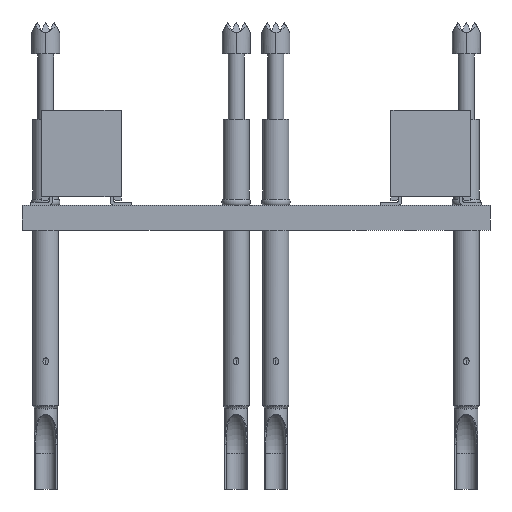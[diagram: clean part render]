
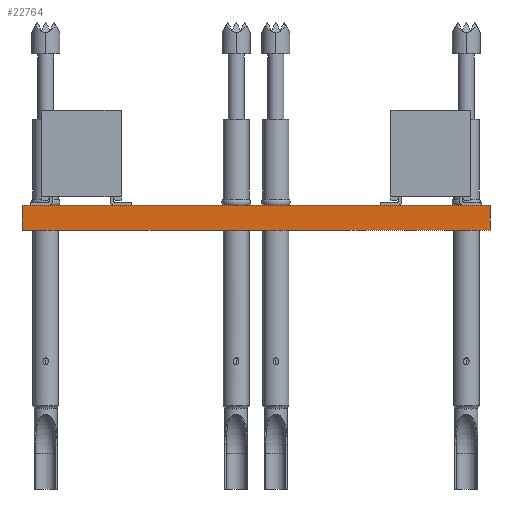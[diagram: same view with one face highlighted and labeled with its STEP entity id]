
A CAD part, left-side view. The second image highlights one B-rep face of the part: STEP entity #22764.
In plain terms, the highlighted planar face has unit normal (-1, 0, 0).
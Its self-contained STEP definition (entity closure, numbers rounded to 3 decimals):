
#22764 = ADVANCED_FACE('',(#22765),#22779,.T.);
#22765 = FACE_BOUND('',#22766,.T.);
#22766 = EDGE_LOOP('',(#22767,#22802,#22830,#22858));
#22767 = ORIENTED_EDGE('',*,*,#22768,.T.);
#22768 = EDGE_CURVE('',#22769,#22771,#22773,.T.);
#22769 = VERTEX_POINT('',#22770);
#22770 = CARTESIAN_POINT('',(0.,-0.,0.));
#22771 = VERTEX_POINT('',#22772);
#22772 = CARTESIAN_POINT('',(0.,0.,1.6));
#22773 = SURFACE_CURVE('',#22774,(#22778,#22790),.PCURVE_S1.);
#22774 = LINE('',#22775,#22776);
#22775 = CARTESIAN_POINT('',(0.,-0.,0.));
#22776 = VECTOR('',#22777,1.);
#22777 = DIRECTION('',(0.,0.,1.));
#22778 = PCURVE('',#22779,#22784);
#22779 = PLANE('',#22780);
#22780 = AXIS2_PLACEMENT_3D('',#22781,#22782,#22783);
#22781 = CARTESIAN_POINT('',(0.,0.,0.));
#22782 = DIRECTION('',(-1.,0.,0.));
#22783 = DIRECTION('',(0.,1.,0.));
#22784 = DEFINITIONAL_REPRESENTATION('',(#22785),#22789);
#22785 = LINE('',#22786,#22787);
#22786 = CARTESIAN_POINT('',(0.,0.));
#22787 = VECTOR('',#22788,1.);
#22788 = DIRECTION('',(0.,-1.));
#22789 = ( GEOMETRIC_REPRESENTATION_CONTEXT(2) 
PARAMETRIC_REPRESENTATION_CONTEXT() REPRESENTATION_CONTEXT('2D SPACE',''
  ) );
#22790 = PCURVE('',#22791,#22796);
#22791 = PLANE('',#22792);
#22792 = AXIS2_PLACEMENT_3D('',#22793,#22794,#22795);
#22793 = CARTESIAN_POINT('',(30.,0.,0.));
#22794 = DIRECTION('',(0.,-1.,0.));
#22795 = DIRECTION('',(-1.,0.,0.));
#22796 = DEFINITIONAL_REPRESENTATION('',(#22797),#22801);
#22797 = LINE('',#22798,#22799);
#22798 = CARTESIAN_POINT('',(30.,0.));
#22799 = VECTOR('',#22800,1.);
#22800 = DIRECTION('',(0.,-1.));
#22801 = ( GEOMETRIC_REPRESENTATION_CONTEXT(2) 
PARAMETRIC_REPRESENTATION_CONTEXT() REPRESENTATION_CONTEXT('2D SPACE',''
  ) );
#22802 = ORIENTED_EDGE('',*,*,#22803,.T.);
#22803 = EDGE_CURVE('',#22771,#22804,#22806,.T.);
#22804 = VERTEX_POINT('',#22805);
#22805 = CARTESIAN_POINT('',(0.,30.,1.6));
#22806 = SURFACE_CURVE('',#22807,(#22811,#22818),.PCURVE_S1.);
#22807 = LINE('',#22808,#22809);
#22808 = CARTESIAN_POINT('',(0.,0.,1.6));
#22809 = VECTOR('',#22810,1.);
#22810 = DIRECTION('',(0.,1.,0.));
#22811 = PCURVE('',#22779,#22812);
#22812 = DEFINITIONAL_REPRESENTATION('',(#22813),#22817);
#22813 = LINE('',#22814,#22815);
#22814 = CARTESIAN_POINT('',(0.,-1.6));
#22815 = VECTOR('',#22816,1.);
#22816 = DIRECTION('',(1.,0.));
#22817 = ( GEOMETRIC_REPRESENTATION_CONTEXT(2) 
PARAMETRIC_REPRESENTATION_CONTEXT() REPRESENTATION_CONTEXT('2D SPACE',''
  ) );
#22818 = PCURVE('',#22819,#22824);
#22819 = PLANE('',#22820);
#22820 = AXIS2_PLACEMENT_3D('',#22821,#22822,#22823);
#22821 = CARTESIAN_POINT('',(15.,15.,1.6));
#22822 = DIRECTION('',(-0.,-0.,-1.));
#22823 = DIRECTION('',(-1.,0.,0.));
#22824 = DEFINITIONAL_REPRESENTATION('',(#22825),#22829);
#22825 = LINE('',#22826,#22827);
#22826 = CARTESIAN_POINT('',(15.,-15.));
#22827 = VECTOR('',#22828,1.);
#22828 = DIRECTION('',(0.,1.));
#22829 = ( GEOMETRIC_REPRESENTATION_CONTEXT(2) 
PARAMETRIC_REPRESENTATION_CONTEXT() REPRESENTATION_CONTEXT('2D SPACE',''
  ) );
#22830 = ORIENTED_EDGE('',*,*,#22831,.F.);
#22831 = EDGE_CURVE('',#22832,#22804,#22834,.T.);
#22832 = VERTEX_POINT('',#22833);
#22833 = CARTESIAN_POINT('',(0.,30.,0.));
#22834 = SURFACE_CURVE('',#22835,(#22839,#22846),.PCURVE_S1.);
#22835 = LINE('',#22836,#22837);
#22836 = CARTESIAN_POINT('',(0.,30.,0.));
#22837 = VECTOR('',#22838,1.);
#22838 = DIRECTION('',(0.,0.,1.));
#22839 = PCURVE('',#22779,#22840);
#22840 = DEFINITIONAL_REPRESENTATION('',(#22841),#22845);
#22841 = LINE('',#22842,#22843);
#22842 = CARTESIAN_POINT('',(30.,0.));
#22843 = VECTOR('',#22844,1.);
#22844 = DIRECTION('',(0.,-1.));
#22845 = ( GEOMETRIC_REPRESENTATION_CONTEXT(2) 
PARAMETRIC_REPRESENTATION_CONTEXT() REPRESENTATION_CONTEXT('2D SPACE',''
  ) );
#22846 = PCURVE('',#22847,#22852);
#22847 = PLANE('',#22848);
#22848 = AXIS2_PLACEMENT_3D('',#22849,#22850,#22851);
#22849 = CARTESIAN_POINT('',(0.,30.,0.));
#22850 = DIRECTION('',(0.,1.,0.));
#22851 = DIRECTION('',(1.,0.,0.));
#22852 = DEFINITIONAL_REPRESENTATION('',(#22853),#22857);
#22853 = LINE('',#22854,#22855);
#22854 = CARTESIAN_POINT('',(0.,0.));
#22855 = VECTOR('',#22856,1.);
#22856 = DIRECTION('',(0.,-1.));
#22857 = ( GEOMETRIC_REPRESENTATION_CONTEXT(2) 
PARAMETRIC_REPRESENTATION_CONTEXT() REPRESENTATION_CONTEXT('2D SPACE',''
  ) );
#22858 = ORIENTED_EDGE('',*,*,#22859,.F.);
#22859 = EDGE_CURVE('',#22769,#22832,#22860,.T.);
#22860 = SURFACE_CURVE('',#22861,(#22865,#22872),.PCURVE_S1.);
#22861 = LINE('',#22862,#22863);
#22862 = CARTESIAN_POINT('',(0.,-0.,0.));
#22863 = VECTOR('',#22864,1.);
#22864 = DIRECTION('',(0.,1.,0.));
#22865 = PCURVE('',#22779,#22866);
#22866 = DEFINITIONAL_REPRESENTATION('',(#22867),#22871);
#22867 = LINE('',#22868,#22869);
#22868 = CARTESIAN_POINT('',(0.,0.));
#22869 = VECTOR('',#22870,1.);
#22870 = DIRECTION('',(1.,0.));
#22871 = ( GEOMETRIC_REPRESENTATION_CONTEXT(2) 
PARAMETRIC_REPRESENTATION_CONTEXT() REPRESENTATION_CONTEXT('2D SPACE',''
  ) );
#22872 = PCURVE('',#22873,#22878);
#22873 = PLANE('',#22874);
#22874 = AXIS2_PLACEMENT_3D('',#22875,#22876,#22877);
#22875 = CARTESIAN_POINT('',(15.,15.,0.));
#22876 = DIRECTION('',(-0.,-0.,-1.));
#22877 = DIRECTION('',(-1.,0.,0.));
#22878 = DEFINITIONAL_REPRESENTATION('',(#22879),#22883);
#22879 = LINE('',#22880,#22881);
#22880 = CARTESIAN_POINT('',(15.,-15.));
#22881 = VECTOR('',#22882,1.);
#22882 = DIRECTION('',(0.,1.));
#22883 = ( GEOMETRIC_REPRESENTATION_CONTEXT(2) 
PARAMETRIC_REPRESENTATION_CONTEXT() REPRESENTATION_CONTEXT('2D SPACE',''
  ) );
